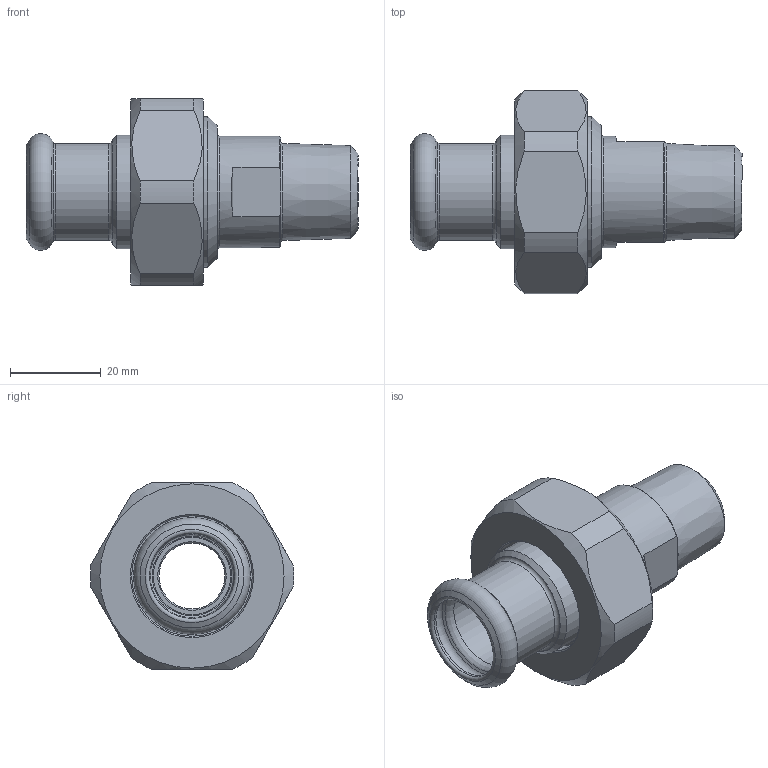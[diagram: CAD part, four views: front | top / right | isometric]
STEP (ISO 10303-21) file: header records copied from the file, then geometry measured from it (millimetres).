
FILE_DESCRIPTION(/* description */ (''),/* implementation_level */ '2;1');
FILE_NAME(/* name */ '3D_R666-PME-UG-18-DN25-DN15_1711305018.stp',/* time_stamp */ '2021-07-19T13:16:36+02:00',/* author */ ('cad'),/* organization */ (''),/* preprocessor_version */ 'ST-DEVELOPER v18.1',/* originating_system */ 'Autodesk Inventor 2022',/* authorisation */ '');
FILE_SCHEMA (('AUTOMOTIVE_DESIGN { 1 0 10303 214 3 1 1 }'));
Length unit declared in the file: millimetre
Products named in the file (4): 3D_R666-PME-UG-18-DN25-DN15_1711305018; 3D_R666-M-DN25_17113930; 3D_R666-UG-DN15-DN25_17113620; 3D_R666-PME-18-DN25_171134920
Assembly tree (3 placements, depth 2):
  3D_R666-PME-UG-18-DN25-DN15_1711305018
    3D_R666-M-DN25_17113930
    3D_R666-UG-DN15-DN25_17113620
    3D_R666-PME-18-DN25_171134920
Bounding box: 73 x 44.68 x 41 mm (x, y, z)
Volume: 31037.5 mm3; surface area: 16235.1 mm2
Topology: 3 solids, 3 shells, 70 faces, 164 edges, 104 vertices
Faces by surface type: plane 22, cone 21, cylinder 17, torus 10
Full cylindrical faces by diameter (mm): 14.5 x1, 17 x1, 18.3 x1, 18.7 x1, 21.3 x1, 24.5 x1, 25 x1, 26.5 x1, 29.5 x1, 30.291 x1, 33.1 x1
Entity records: 2194 total; most frequent: CARTESIAN_POINT 396, DIRECTION 392, ORIENTED_EDGE 328, AXIS2_PLACEMENT_3D 170, EDGE_CURVE 164, VERTEX_POINT 104, CIRCLE 91, EDGE_LOOP 80
